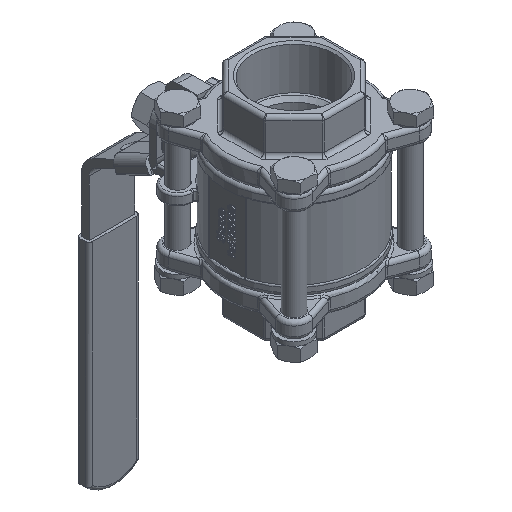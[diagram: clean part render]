
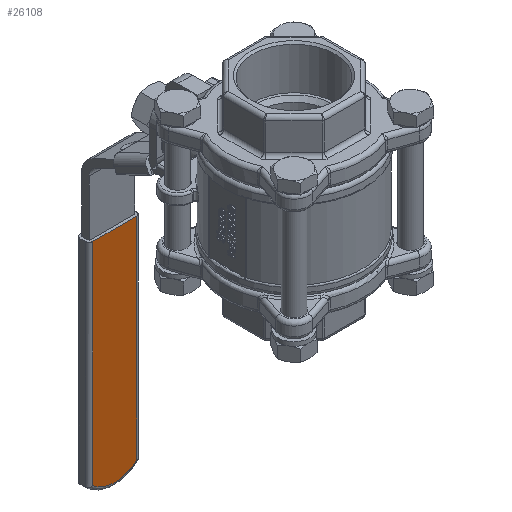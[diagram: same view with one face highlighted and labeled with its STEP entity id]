
A CAD part, isometric view. The second image highlights one B-rep face of the part: STEP entity #26108.
In plain terms, the highlighted planar face has unit normal (0, -1, 0).
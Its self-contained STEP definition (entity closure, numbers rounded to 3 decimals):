
#2667=LINE('',#39905,#4579);
#2668=LINE('',#39941,#4580);
#2670=LINE('',#39946,#4582);
#4579=VECTOR('',#30583,115.416);
#4580=VECTOR('',#30592,115.416);
#4582=VECTOR('',#30598,24.);
#6079=PLANE('',#27658);
#7145=FACE_OUTER_BOUND('',#8723,.T.);
#8723=EDGE_LOOP('',(#19162,#19163,#19164,#19165));
#10017=CIRCLE('',#27655,18.);
#11381=VERTEX_POINT('',#39902);
#11382=VERTEX_POINT('',#39904);
#11384=VERTEX_POINT('',#39923);
#11385=VERTEX_POINT('',#39940);
#14205=EDGE_CURVE('',#11381,#11382,#2667,.T.);
#14208=EDGE_CURVE('',#11382,#11384,#10017,.T.);
#14210=EDGE_CURVE('',#11384,#11385,#2668,.T.);
#14213=EDGE_CURVE('',#11385,#11381,#2670,.T.);
#19162=ORIENTED_EDGE('',*,*,#14210,.F.);
#19163=ORIENTED_EDGE('',*,*,#14208,.F.);
#19164=ORIENTED_EDGE('',*,*,#14205,.F.);
#19165=ORIENTED_EDGE('',*,*,#14213,.F.);
#26108=ADVANCED_FACE('',(#7145),#6079,.F.);
#27655=AXIS2_PLACEMENT_3D('',#39924,#30588,#30589);
#27658=AXIS2_PLACEMENT_3D('',#39945,#30596,#30597);
#30583=DIRECTION('',(0.,0.,-1.));
#30588=DIRECTION('center_axis',(0.,1.,0.));
#30589=DIRECTION('ref_axis',(0.,0.,
-1.));
#30592=DIRECTION('',(0.,0.,1.));
#30596=DIRECTION('center_axis',(0.,1.,0.));
#30597=DIRECTION('ref_axis',(0.,0.,-1.));
#30598=DIRECTION('',(1.,0.,0.));
#39902=CARTESIAN_POINT('',(12.,98.,-68.));
#39904=CARTESIAN_POINT('',(12.,98.,-183.416));
#39905=CARTESIAN_POINT('',(12.,98.,-96.74));
#39923=CARTESIAN_POINT('',(-12.,98.,-183.416));
#39924=CARTESIAN_POINT('Origin',(0.,98.,-170.));
#39940=CARTESIAN_POINT('',(-12.,98.,-68.));
#39941=CARTESIAN_POINT('',(-12.,98.,-154.881));
#39945=CARTESIAN_POINT('Origin',(0.,98.,-125.48));
#39946=CARTESIAN_POINT('',(-14.,98.,-68.));
